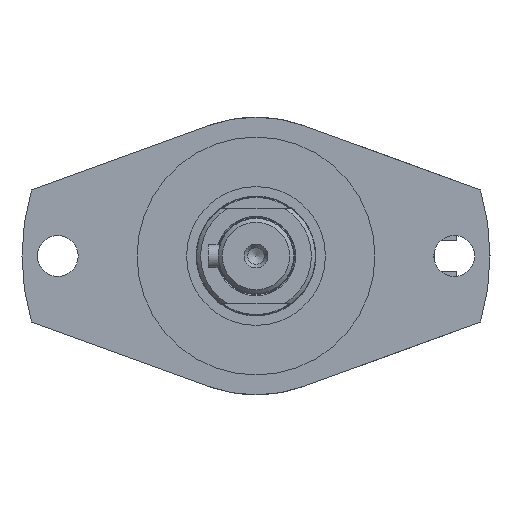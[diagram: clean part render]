
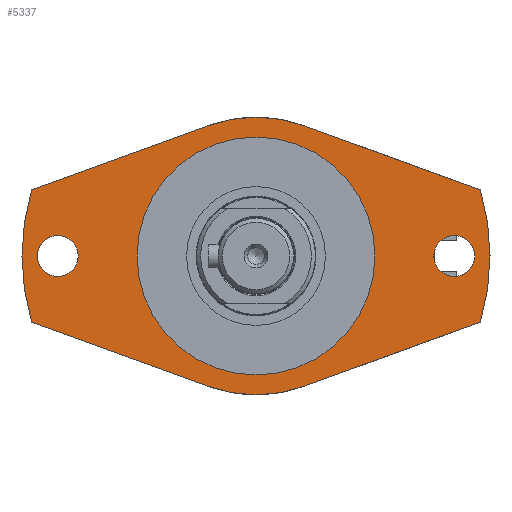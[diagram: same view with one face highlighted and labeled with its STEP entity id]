
A CAD part, left-side view. The second image highlights one B-rep face of the part: STEP entity #5337.
In plain terms, the highlighted planar face has unit normal (-1, 0, 0).
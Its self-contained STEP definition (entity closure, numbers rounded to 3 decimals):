
#177=FACE_BOUND('',#867,.T.);
#178=FACE_BOUND('',#868,.T.);
#179=FACE_BOUND('',#869,.T.);
#319=PLANE('',#5834);
#552=FACE_OUTER_BOUND('',#866,.T.);
#866=EDGE_LOOP('',(#4362,#4363,#4364,#4365,#4366,#4367,#4368,#4369));
#867=EDGE_LOOP('',(#4370));
#868=EDGE_LOOP('',(#4371));
#869=EDGE_LOOP('',(#4372,#4373));
#1275=LINE('',#8884,#1652);
#1278=LINE('',#8890,#1655);
#1282=LINE('',#8897,#1659);
#1285=LINE('',#8903,#1662);
#1652=VECTOR('',#7115,10.);
#1655=VECTOR('',#7120,10.);
#1659=VECTOR('',#7126,10.);
#1662=VECTOR('',#7131,10.);
#1899=CIRCLE('',#5816,35.);
#1901=CIRCLE('',#5818,35.);
#1905=CIRCLE('',#5823,5.15);
#1908=CIRCLE('',#5827,5.15);
#1910=CIRCLE('',#5835,59.);
#1911=CIRCLE('',#5836,59.);
#1912=CIRCLE('',#5837,30.);
#1913=CIRCLE('',#5838,30.);
#2388=VERTEX_POINT('',#8849);
#2389=VERTEX_POINT('',#8851);
#2392=VERTEX_POINT('',#8857);
#2393=VERTEX_POINT('',#8859);
#2397=VERTEX_POINT('',#8869);
#2400=VERTEX_POINT('',#8877);
#2401=VERTEX_POINT('',#8881);
#2404=VERTEX_POINT('',#8889);
#2406=VERTEX_POINT('',#8895);
#2408=VERTEX_POINT('',#8900);
#2409=VERTEX_POINT('',#8909);
#2410=VERTEX_POINT('',#8910);
#3068=EDGE_CURVE('',#2389,#2388,#1899,.T.);
#3072=EDGE_CURVE('',#2393,#2392,#1901,.T.);
#3078=EDGE_CURVE('',#2397,#2397,#1905,.T.);
#3082=EDGE_CURVE('',#2400,#2400,#1908,.T.);
#3084=EDGE_CURVE('',#2388,#2401,#1275,.T.);
#3087=EDGE_CURVE('',#2404,#2393,#1278,.T.);
#3091=EDGE_CURVE('',#2392,#2406,#1282,.T.);
#3094=EDGE_CURVE('',#2408,#2389,#1285,.T.);
#3096=EDGE_CURVE('',#2404,#2401,#1910,.T.);
#3097=EDGE_CURVE('',#2408,#2406,#1911,.T.);
#3098=EDGE_CURVE('',#2409,#2410,#1912,.T.);
#3099=EDGE_CURVE('',#2410,#2409,#1913,.T.);
#4362=ORIENTED_EDGE('',*,*,#3094,.T.);
#4363=ORIENTED_EDGE('',*,*,#3068,.T.);
#4364=ORIENTED_EDGE('',*,*,#3084,.T.);
#4365=ORIENTED_EDGE('',*,*,#3096,.F.);
#4366=ORIENTED_EDGE('',*,*,#3087,.T.);
#4367=ORIENTED_EDGE('',*,*,#3072,.T.);
#4368=ORIENTED_EDGE('',*,*,#3091,.T.);
#4369=ORIENTED_EDGE('',*,*,#3097,.F.);
#4370=ORIENTED_EDGE('',*,*,#3078,.T.);
#4371=ORIENTED_EDGE('',*,*,#3082,.T.);
#4372=ORIENTED_EDGE('',*,*,#3098,.T.);
#4373=ORIENTED_EDGE('',*,*,#3099,.T.);
#5337=ADVANCED_FACE('',(#552,#177,#178,#179),#319,.T.);
#5816=AXIS2_PLACEMENT_3D('',#8852,#7083,#7084);
#5818=AXIS2_PLACEMENT_3D('',#8860,#7089,#7090);
#5823=AXIS2_PLACEMENT_3D('',#8871,#7101,#7102);
#5827=AXIS2_PLACEMENT_3D('',#8879,#7110,#7111);
#5834=AXIS2_PLACEMENT_3D('',#8906,#7136,#7137);
#5835=AXIS2_PLACEMENT_3D('',#8907,#7138,#7139);
#5836=AXIS2_PLACEMENT_3D('',#8908,#7140,#7141);
#5837=AXIS2_PLACEMENT_3D('',#8911,#7142,#7143);
#5838=AXIS2_PLACEMENT_3D('',#8912,#7144,#7145);
#7083=DIRECTION('center_axis',(-1.,0.,0.));
#7084=DIRECTION('ref_axis',(0.,-0.342,0.94));
#7089=DIRECTION('center_axis',(-1.,0.,0.));
#7090=DIRECTION('ref_axis',(0.,0.342,-0.94));
#7101=DIRECTION('center_axis',(1.,0.,0.));
#7102=DIRECTION('ref_axis',(0.,0.,-1.));
#7110=DIRECTION('center_axis',(1.,0.,0.));
#7111=DIRECTION('ref_axis',(0.,0.,-1.));
#7115=DIRECTION('',(0.,-0.94,0.342));
#7120=DIRECTION('',(0.,0.94,0.342));
#7126=DIRECTION('',(0.,0.94,-0.342));
#7131=DIRECTION('',(0.,-0.94,-0.342));
#7136=DIRECTION('center_axis',(-1.,0.,0.));
#7137=DIRECTION('ref_axis',(0.,0.,
1.));
#7138=DIRECTION('center_axis',(1.,0.,0.));
#7139=DIRECTION('ref_axis',(0.,1.,0.));
#7140=DIRECTION('center_axis',(1.,0.,0.));
#7141=DIRECTION('ref_axis',(0.,1.,0.));
#7142=DIRECTION('center_axis',(1.,0.,0.));
#7143=DIRECTION('ref_axis',(0.,1.,0.));
#7144=DIRECTION('center_axis',(1.,0.,0.));
#7145=DIRECTION('ref_axis',(0.,1.,0.));
#8849=CARTESIAN_POINT('',(-133.,-11.971,-32.889));
#8851=CARTESIAN_POINT('',(-133.,11.971,-32.889));
#8852=CARTESIAN_POINT('Origin',(-133.,0.,0.));
#8857=CARTESIAN_POINT('',(-133.,11.971,32.889));
#8859=CARTESIAN_POINT('',(-133.,-11.971,32.889));
#8860=CARTESIAN_POINT('Origin',(-133.,0.,0.));
#8869=CARTESIAN_POINT('',(-133.,-50.,5.15));
#8871=CARTESIAN_POINT('Origin',(-133.,-50.,0.));
#8877=CARTESIAN_POINT('',(-133.,50.,5.15));
#8879=CARTESIAN_POINT('Origin',(-133.,50.,0.));
#8881=CARTESIAN_POINT('',(-133.,-56.604,-16.644));
#8884=CARTESIAN_POINT('',(-133.,7.677,-40.04));
#8889=CARTESIAN_POINT('',(-133.,-56.604,16.644));
#8890=CARTESIAN_POINT('',(-133.,-37.505,23.596));
#8895=CARTESIAN_POINT('',(-133.,56.604,16.644));
#8897=CARTESIAN_POINT('',(-133.,31.618,25.738));
#8900=CARTESIAN_POINT('',(-133.,56.604,-16.644));
#8903=CARTESIAN_POINT('',(-133.,76.799,-9.294));
#8906=CARTESIAN_POINT('Origin',(-133.,44.5,0.));
#8907=CARTESIAN_POINT('Origin',(-133.,0.,0.));
#8908=CARTESIAN_POINT('Origin',(-133.,0.,0.));
#8909=CARTESIAN_POINT('',(-133.,30.,0.));
#8910=CARTESIAN_POINT('',(-133.,-30.,0.));
#8911=CARTESIAN_POINT('Origin',(-133.,0.,0.));
#8912=CARTESIAN_POINT('Origin',(-133.,0.,0.));
